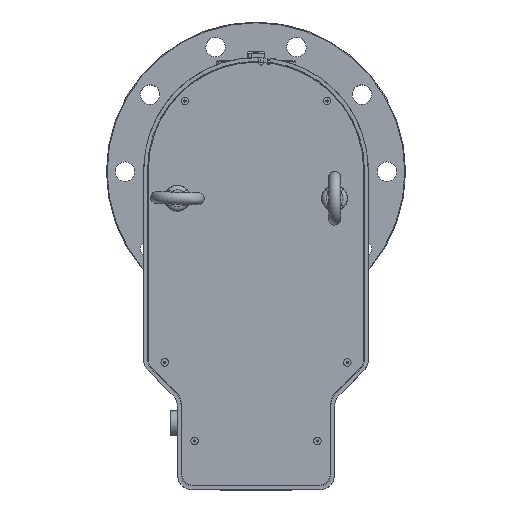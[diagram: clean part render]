
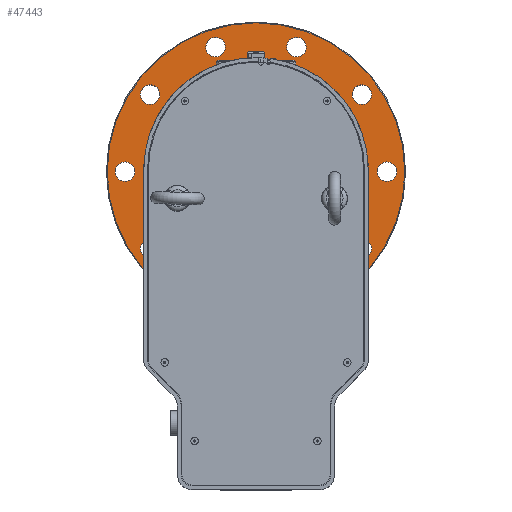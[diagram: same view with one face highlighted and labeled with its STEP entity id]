
A CAD part, top view. The second image highlights one B-rep face of the part: STEP entity #47443.
In plain terms, the highlighted planar face has unit normal (0, 0, 1).
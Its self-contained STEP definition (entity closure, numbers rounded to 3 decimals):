
#1855=FACE_BOUND('',#17270,.T.);
#1856=FACE_BOUND('',#17271,.T.);
#1857=FACE_BOUND('',#17272,.T.);
#1858=FACE_BOUND('',#17273,.T.);
#1859=FACE_BOUND('',#17274,.T.);
#1860=FACE_BOUND('',#17275,.T.);
#1861=FACE_BOUND('',#17276,.T.);
#1862=FACE_BOUND('',#17277,.T.);
#1863=FACE_BOUND('',#17278,.T.);
#1864=FACE_BOUND('',#17279,.T.);
#1865=FACE_BOUND('',#17280,.T.);
#14416=FACE_OUTER_BOUND('',#17269,.T.);
#17269=EDGE_LOOP('',(#42029));
#17270=EDGE_LOOP('',(#42030));
#17271=EDGE_LOOP('',(#42031));
#17272=EDGE_LOOP('',(#42032));
#17273=EDGE_LOOP('',(#42033));
#17274=EDGE_LOOP('',(#42034));
#17275=EDGE_LOOP('',(#42035));
#17276=EDGE_LOOP('',(#42036));
#17277=EDGE_LOOP('',(#42037));
#17278=EDGE_LOOP('',(#42038));
#17279=EDGE_LOOP('',(#42039));
#17280=EDGE_LOOP('',(#42040));
#18171=CIRCLE('',#49093,150.);
#19099=CIRCLE('',#51354,13.);
#19101=CIRCLE('',#51357,13.);
#19103=CIRCLE('',#51360,13.);
#19105=CIRCLE('',#51363,13.);
#19107=CIRCLE('',#51366,13.);
#19109=CIRCLE('',#51369,13.);
#19111=CIRCLE('',#51372,13.);
#19113=CIRCLE('',#51375,13.);
#19115=CIRCLE('',#51378,13.);
#19117=CIRCLE('',#51381,13.);
#19126=CIRCLE('',#51394,199.);
#21025=VERTEX_POINT('',#76675);
#23337=VERTEX_POINT('',#89978);
#23339=VERTEX_POINT('',#89984);
#23341=VERTEX_POINT('',#89990);
#23343=VERTEX_POINT('',#89996);
#23345=VERTEX_POINT('',#90002);
#23347=VERTEX_POINT('',#90008);
#23349=VERTEX_POINT('',#90014);
#23351=VERTEX_POINT('',#90020);
#23353=VERTEX_POINT('',#90026);
#23355=VERTEX_POINT('',#90032);
#23364=VERTEX_POINT('',#90057);
#26147=EDGE_CURVE('',#21025,#21025,#18171,.T.);
#29663=EDGE_CURVE('',#23337,#23337,#19099,.T.);
#29666=EDGE_CURVE('',#23339,#23339,#19101,.T.);
#29669=EDGE_CURVE('',#23341,#23341,#19103,.T.);
#29672=EDGE_CURVE('',#23343,#23343,#19105,.T.);
#29675=EDGE_CURVE('',#23345,#23345,#19107,.T.);
#29678=EDGE_CURVE('',#23347,#23347,#19109,.T.);
#29681=EDGE_CURVE('',#23349,#23349,#19111,.T.);
#29684=EDGE_CURVE('',#23351,#23351,#19113,.T.);
#29687=EDGE_CURVE('',#23353,#23353,#19115,.T.);
#29690=EDGE_CURVE('',#23355,#23355,#19117,.T.);
#29702=EDGE_CURVE('',#23364,#23364,#19126,.T.);
#42029=ORIENTED_EDGE('',*,*,#29702,.F.);
#42030=ORIENTED_EDGE('',*,*,#29690,.T.);
#42031=ORIENTED_EDGE('',*,*,#29687,.T.);
#42032=ORIENTED_EDGE('',*,*,#29684,.T.);
#42033=ORIENTED_EDGE('',*,*,#29681,.T.);
#42034=ORIENTED_EDGE('',*,*,#29678,.T.);
#42035=ORIENTED_EDGE('',*,*,#29675,.T.);
#42036=ORIENTED_EDGE('',*,*,#29672,.T.);
#42037=ORIENTED_EDGE('',*,*,#29669,.T.);
#42038=ORIENTED_EDGE('',*,*,#29666,.T.);
#42039=ORIENTED_EDGE('',*,*,#29663,.T.);
#42040=ORIENTED_EDGE('',*,*,#26147,.T.);
#45058=PLANE('',#51415);
#47443=ADVANCED_FACE('',(#14416,#1855,#1856,#1857,#1858,#1859,#1860,#1861,
#1862,#1863,#1864,#1865),#45058,.T.);
#49093=AXIS2_PLACEMENT_3D('',#76676,#55947,#55948);
#51354=AXIS2_PLACEMENT_3D('',#89980,#62425,#62426);
#51357=AXIS2_PLACEMENT_3D('',#89986,#62432,#62433);
#51360=AXIS2_PLACEMENT_3D('',#89992,#62439,#62440);
#51363=AXIS2_PLACEMENT_3D('',#89998,#62446,#62447);
#51366=AXIS2_PLACEMENT_3D('',#90004,#62453,#62454);
#51369=AXIS2_PLACEMENT_3D('',#90010,#62460,#62461);
#51372=AXIS2_PLACEMENT_3D('',#90016,#62467,#62468);
#51375=AXIS2_PLACEMENT_3D('',#90022,#62474,#62475);
#51378=AXIS2_PLACEMENT_3D('',#90028,#62481,#62482);
#51381=AXIS2_PLACEMENT_3D('',#90034,#62488,#62489);
#51394=AXIS2_PLACEMENT_3D('',#90059,#62517,#62518);
#51415=AXIS2_PLACEMENT_3D('',#90098,#62566,#62567);
#55947=DIRECTION('center_axis',(0.,0.,-1.));
#55948=DIRECTION('ref_axis',(1.,0.,0.));
#62425=DIRECTION('center_axis',(0.,0.,-1.));
#62426=DIRECTION('ref_axis',(-1.,0.,0.));
#62432=DIRECTION('center_axis',(0.,0.,-1.));
#62433=DIRECTION('ref_axis',(-0.809,-0.588,0.));
#62439=DIRECTION('center_axis',(0.,0.,-1.));
#62440=DIRECTION('ref_axis',(-0.309,-0.951,0.));
#62446=DIRECTION('center_axis',(0.,0.,-1.));
#62447=DIRECTION('ref_axis',(0.309,-0.951,0.));
#62453=DIRECTION('center_axis',(0.,0.,-1.));
#62454=DIRECTION('ref_axis',(0.809,-0.588,0.));
#62460=DIRECTION('center_axis',(0.,0.,-1.));
#62461=DIRECTION('ref_axis',(1.,0.,0.));
#62467=DIRECTION('center_axis',(0.,0.,-1.));
#62468=DIRECTION('ref_axis',(0.809,0.588,0.));
#62474=DIRECTION('center_axis',(0.,0.,-1.));
#62475=DIRECTION('ref_axis',(0.309,0.951,0.));
#62481=DIRECTION('center_axis',(0.,0.,-1.));
#62482=DIRECTION('ref_axis',(-0.309,0.951,0.));
#62488=DIRECTION('center_axis',(0.,0.,-1.));
#62489=DIRECTION('ref_axis',(-0.809,0.588,0.));
#62517=DIRECTION('center_axis',(0.,0.,-1.));
#62518=DIRECTION('ref_axis',(0.,-1.,0.));
#62566=DIRECTION('center_axis',(0.,0.,1.));
#62567=DIRECTION('ref_axis',(1.,0.,0.));
#76675=CARTESIAN_POINT('',(0.,-150.,60.));
#76676=CARTESIAN_POINT('Origin',(0.,0.,60.));
#89978=CARTESIAN_POINT('',(-162.,0.,60.));
#89980=CARTESIAN_POINT('Origin',(-175.,0.,60.));
#89984=CARTESIAN_POINT('',(-131.061,-95.221,60.));
#89986=CARTESIAN_POINT('Origin',(-141.578,-102.862,60.));
#89990=CARTESIAN_POINT('',(-50.061,-154.071,60.));
#89992=CARTESIAN_POINT('Origin',(-54.078,-166.435,60.));
#89996=CARTESIAN_POINT('',(50.061,-154.071,60.));
#89998=CARTESIAN_POINT('Origin',(54.078,-166.435,60.));
#90002=CARTESIAN_POINT('',(131.061,-95.221,60.));
#90004=CARTESIAN_POINT('Origin',(141.578,-102.862,60.));
#90008=CARTESIAN_POINT('',(162.,0.,60.));
#90010=CARTESIAN_POINT('Origin',(175.,0.,60.));
#90014=CARTESIAN_POINT('',(131.061,95.221,60.));
#90016=CARTESIAN_POINT('Origin',(141.578,102.862,60.));
#90020=CARTESIAN_POINT('',(50.061,154.071,60.));
#90022=CARTESIAN_POINT('Origin',(54.078,166.435,60.));
#90026=CARTESIAN_POINT('',(-50.061,154.071,60.));
#90028=CARTESIAN_POINT('Origin',(-54.078,166.435,60.));
#90032=CARTESIAN_POINT('',(-131.061,95.221,60.));
#90034=CARTESIAN_POINT('Origin',(-141.578,102.862,60.));
#90057=CARTESIAN_POINT('',(0.,199.,60.));
#90059=CARTESIAN_POINT('Origin',(0.,0.,60.));
#90098=CARTESIAN_POINT('Origin',(0.,200.,60.));
